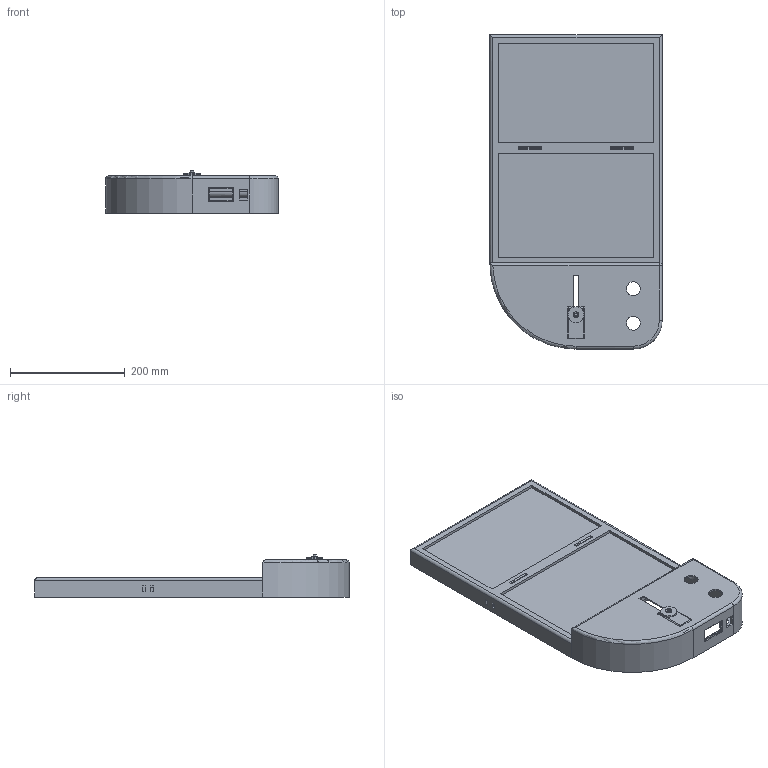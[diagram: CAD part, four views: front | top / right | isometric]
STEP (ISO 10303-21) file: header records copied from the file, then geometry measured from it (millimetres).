
FILE_DESCRIPTION(/* description */ (''),/* implementation_level */ '2;1');
FILE_NAME(/* name */ 'BASE.stp',/* time_stamp */ '2025-10-15T20:21:40+09:00',/* author */ ('wlgns'),/* organization */ (''),/* preprocessor_version */ 'ST-DEVELOPER v20.1',/* originating_system */ 'Autodesk Inventor 2026',/* authorisation */ '');
FILE_SCHEMA (('AUTOMOTIVE_DESIGN { 1 0 10303 214 3 1 1 }'));
Length unit declared in the file: millimetre
Products named in the file (1): BASE
Bounding box: 300 x 547 x 74 mm (x, y, z)
Volume: 1100275 mm3; surface area: 630084.9 mm2
Topology: 1 solids, 1 shells, 508 faces, 1341 edges, 858 vertices
Faces by surface type: plane 357, cylinder 116, torus 13, bspline 12, sphere 10
Full cylindrical faces by diameter (mm): 2.7 x16, 3.2 x5, 5.5 x1, 8 x1, 10 x2, 11 x1, 15 x1, 24.3 x2, 28 x1
Entity records: 16595 total; most frequent: CARTESIAN_POINT 3458, ORIENTED_EDGE 2682, DIRECTION 2554, EDGE_CURVE 1341, LINE 1042, VECTOR 1042, VERTEX_POINT 857, AXIS2_PLACEMENT_3D 756
